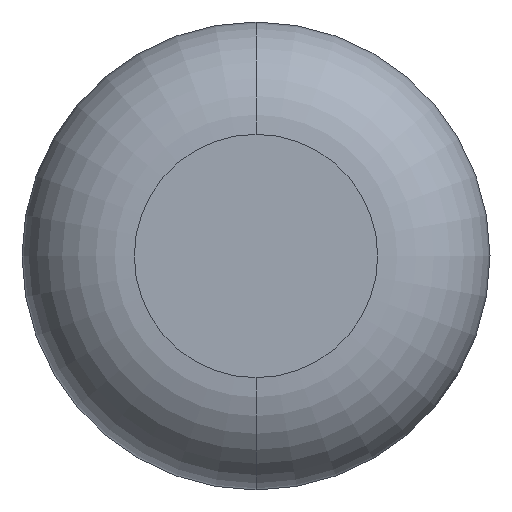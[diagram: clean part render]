
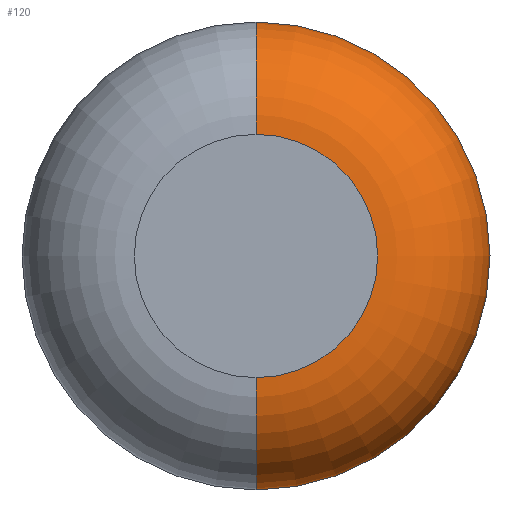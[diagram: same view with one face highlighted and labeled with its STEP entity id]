
A CAD part, front view. The second image highlights one B-rep face of the part: STEP entity #120.
In plain terms, the highlighted toroidal (fillet/blend) face has major radius 2.477 mm and minor radius 2.286 mm.
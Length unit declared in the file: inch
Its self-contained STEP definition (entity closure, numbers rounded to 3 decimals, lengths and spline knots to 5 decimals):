
#6 = DIRECTION ( 'NONE',  ( -1., 0., 0. ) ) ;
#17 = DIRECTION ( 'NONE',  ( 0., 0., -1. ) ) ;
#28 = EDGE_CURVE ( 'NONE', #290, #331, #419, .T. ) ;
#54 = ORIENTED_EDGE ( 'NONE', *, *, #375, .T. ) ;
#56 = CIRCLE ( 'NONE', #325, 0.0975 ) ;
#81 = CARTESIAN_POINT ( 'NONE',  ( 0., 0.09, -0.1875 ) ) ;
#87 = FACE_OUTER_BOUND ( 'NONE', #424, .T. ) ;
#120 = ADVANCED_FACE ( 'NONE', ( #87 ), #272, .T. ) ;
#124 = DIRECTION ( 'NONE',  ( 0., -1., 0. ) ) ;
#136 = CARTESIAN_POINT ( 'NONE',  ( 0., 0.09, -0.0975 ) ) ;
#155 = AXIS2_PLACEMENT_3D ( 'NONE', #345, #304, #475 ) ;
#174 = ORIENTED_EDGE ( 'NONE', *, *, #28, .T. ) ;
#192 = CARTESIAN_POINT ( 'NONE',  ( 0., 0., -0.0975 ) ) ;
#202 = AXIS2_PLACEMENT_3D ( 'NONE', #294, #455, #540 ) ;
#239 = CARTESIAN_POINT ( 'NONE',  ( 0., 0.09, 0. ) ) ;
#250 = CARTESIAN_POINT ( 'NONE',  ( 0., 0., 0. ) ) ;
#270 = DIRECTION ( 'NONE',  ( 0., -1., 0. ) ) ;
#272 = TOROIDAL_SURFACE ( 'NONE', #202, 0.0975, 0.09 ) ;
#280 = CARTESIAN_POINT ( 'NONE',  ( 0., 0., 0.0975 ) ) ;
#287 = EDGE_CURVE ( 'NONE', #457, #415, #520, .T. ) ;
#290 = VERTEX_POINT ( 'NONE', #308 ) ;
#294 = CARTESIAN_POINT ( 'NONE',  ( 0., 0.09, 0. ) ) ;
#301 = CIRCLE ( 'NONE', #359, 0.1875 ) ;
#304 = DIRECTION ( 'NONE',  ( 1., 0., 0. ) ) ;
#308 = CARTESIAN_POINT ( 'NONE',  ( 0., 0.09, 0.1875 ) ) ;
#325 = AXIS2_PLACEMENT_3D ( 'NONE', #250, #124, #545 ) ;
#331 = VERTEX_POINT ( 'NONE', #280 ) ;
#345 = CARTESIAN_POINT ( 'NONE',  ( 0., 0.09, 0.0975 ) ) ;
#359 = AXIS2_PLACEMENT_3D ( 'NONE', #239, #270, #17 ) ;
#375 = EDGE_CURVE ( 'NONE', #457, #290, #301, .T. ) ;
#388 = DIRECTION ( 'NONE',  ( 0., 0., 1. ) ) ;
#408 = ORIENTED_EDGE ( 'NONE', *, *, #287, .F. ) ;
#414 = AXIS2_PLACEMENT_3D ( 'NONE', #136, #6, #388 ) ;
#415 = VERTEX_POINT ( 'NONE', #192 ) ;
#419 = CIRCLE ( 'NONE', #155, 0.09 ) ;
#424 = EDGE_LOOP ( 'NONE', ( #54, #174, #499, #408 ) ) ;
#455 = DIRECTION ( 'NONE',  ( 0., -1., 0. ) ) ;
#457 = VERTEX_POINT ( 'NONE', #81 ) ;
#465 = EDGE_CURVE ( 'NONE', #415, #331, #56, .T. ) ;
#475 = DIRECTION ( 'NONE',  ( 0., 0., -1. ) ) ;
#499 = ORIENTED_EDGE ( 'NONE', *, *, #465, .F. ) ;
#520 = CIRCLE ( 'NONE', #414, 0.09 ) ;
#540 = DIRECTION ( 'NONE',  ( 0., 0., -1. ) ) ;
#545 = DIRECTION ( 'NONE',  ( 0., 0., -1. ) ) ;
